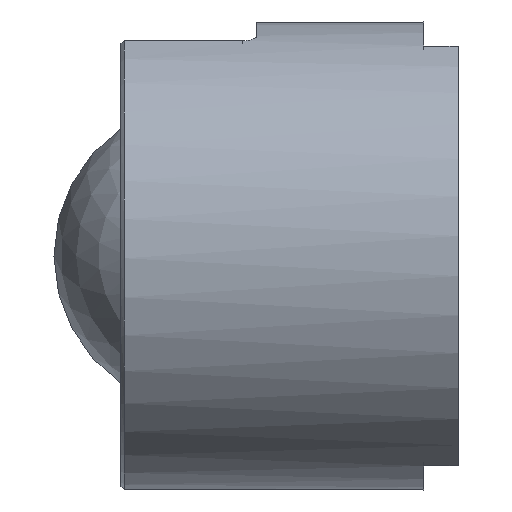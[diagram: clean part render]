
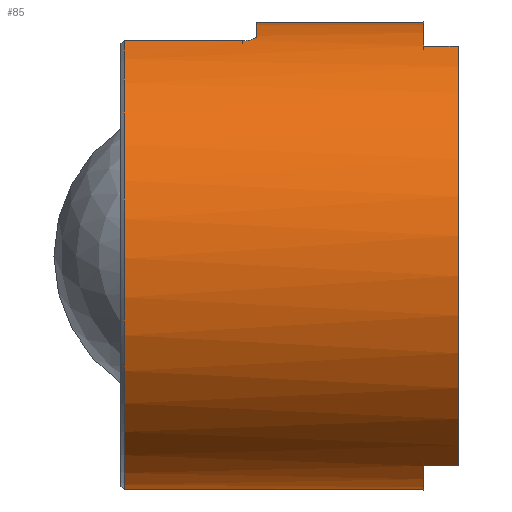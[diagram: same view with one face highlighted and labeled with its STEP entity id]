
A CAD part, left-side view. The second image highlights one B-rep face of the part: STEP entity #85.
In plain terms, the highlighted cylindrical face has radius 34 mm (diameter 68 mm), a full revolution.
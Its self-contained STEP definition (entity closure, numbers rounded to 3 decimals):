
#85 = ADVANCED_FACE( '', ( #129, #130 ), #131, .T. );
#129 = FACE_OUTER_BOUND( '', #197, .T. );
#130 = FACE_OUTER_BOUND( '', #198, .T. );
#131 = CYLINDRICAL_SURFACE( '', #199, 34. );
#197 = EDGE_LOOP( '', ( #306, #307, #308, #309, #310, #311, #312, #313 ) );
#198 = EDGE_LOOP( '', ( #314, #315, #316, #317, #318, #319 ) );
#199 = AXIS2_PLACEMENT_3D( '', #320, #321, #322 );
#306 = ORIENTED_EDGE( '', *, *, #466, .F. );
#307 = ORIENTED_EDGE( '', *, *, #467, .F. );
#308 = ORIENTED_EDGE( '', *, *, #468, .F. );
#309 = ORIENTED_EDGE( '', *, *, #464, .F. );
#310 = ORIENTED_EDGE( '', *, *, #469, .F. );
#311 = ORIENTED_EDGE( '', *, *, #470, .F. );
#312 = ORIENTED_EDGE( '', *, *, #471, .F. );
#313 = ORIENTED_EDGE( '', *, *, #472, .F. );
#314 = ORIENTED_EDGE( '', *, *, #449, .T. );
#315 = ORIENTED_EDGE( '', *, *, #473, .T. );
#316 = ORIENTED_EDGE( '', *, *, #437, .T. );
#317 = ORIENTED_EDGE( '', *, *, #474, .T. );
#318 = ORIENTED_EDGE( '', *, *, #444, .F. );
#319 = ORIENTED_EDGE( '', *, *, #475, .T. );
#320 = CARTESIAN_POINT( '', ( 0., -5., 0. ) );
#321 = DIRECTION( '', ( 0., 1., 0. ) );
#322 = DIRECTION( '', ( 0., 0., -1. ) );
#437 = EDGE_CURVE( '', #495, #496, #497, .T. );
#444 = EDGE_CURVE( '', #508, #510, #511, .T. );
#449 = EDGE_CURVE( '', #520, #518, #521, .T. );
#464 = EDGE_CURVE( '', #547, #549, #550, .T. );
#466 = EDGE_CURVE( '', #552, #553, #554, .T. );
#467 = EDGE_CURVE( '', #555, #552, #556, .T. );
#468 = EDGE_CURVE( '', #549, #555, #557, .F. );
#469 = EDGE_CURVE( '', #558, #547, #559, .T. );
#470 = EDGE_CURVE( '', #560, #558, #561, .T. );
#471 = EDGE_CURVE( '', #562, #560, #563, .F. );
#472 = EDGE_CURVE( '', #553, #562, #564, .T. );
#473 = EDGE_CURVE( '', #518, #495, #565, .T. );
#474 = EDGE_CURVE( '', #496, #510, #566, .T. );
#475 = EDGE_CURVE( '', #508, #520, #567, .T. );
#495 = VERTEX_POINT( '', #676 );
#496 = VERTEX_POINT( '', #677 );
#497 = LINE( '', #678, #679 );
#508 = VERTEX_POINT( '', #695 );
#510 = VERTEX_POINT( '', #698 );
#511 = LINE( '', #699, #700 );
#518 = VERTEX_POINT( '', #709 );
#520 = VERTEX_POINT( '', #712 );
#521 = CIRCLE( '', #713, 34. );
#547 = VERTEX_POINT( '', #744 );
#549 = VERTEX_POINT( '', #747 );
#550 = CIRCLE( '', #748, 34. );
#552 = VERTEX_POINT( '', #751 );
#553 = VERTEX_POINT( '', #752 );
#554 = LINE( '', #753, #754 );
#555 = VERTEX_POINT( '', #755 );
#556 = CIRCLE( '', #756, 34. );
#557 = LINE( '', #757, #758 );
#558 = VERTEX_POINT( '', #759 );
#559 = LINE( '', #760, #761 );
#560 = VERTEX_POINT( '', #762 );
#561 = CIRCLE( '', #763, 34. );
#562 = VERTEX_POINT( '', #764 );
#563 = LINE( '', #765, #766 );
#564 = CIRCLE( '', #767, 34. );
#565 = B_SPLINE_CURVE_WITH_KNOTS( '', 3, ( #768, #769, #770, #771, #772, #773, #774, #775, #776, #777, #778, #779, #780, #781 ), .UNSPECIFIED., .F., .F., ( 4, 2, 2, 2, 2, 2, 4 ), ( 0., 0., 0.001, 0.001, 0.002, 0.002, 0.003 ), .UNSPECIFIED. );
#566 = CIRCLE( '', #782, 34. );
#567 = B_SPLINE_CURVE_WITH_KNOTS( '', 3, ( #783, #784, #785, #786, #787, #788, #789, #790, #791, #792, #793, #794, #795, #796 ), .UNSPECIFIED., .F., .F., ( 4, 2, 2, 2, 2, 2, 4 ), ( 0., 0., 0.001, 0.001, 0.002, 0.002, 0.003 ), .UNSPECIFIED. );
#676 = CARTESIAN_POINT( '', ( -13.345, 26.3, 31.271 ) );
#677 = CARTESIAN_POINT( '', ( -13.345, 43.5, 31.271 ) );
#678 = CARTESIAN_POINT( '', ( -13.345, 24.3, 31.271 ) );
#679 = VECTOR( '', #850, 1000. );
#695 = CARTESIAN_POINT( '', ( 31.276, 26.3, -13.333 ) );
#698 = CARTESIAN_POINT( '', ( 31.276, 43.5, -13.333 ) );
#699 = CARTESIAN_POINT( '', ( 31.276, 24.3, -13.333 ) );
#700 = VECTOR( '', #857, 1000. );
#709 = CARTESIAN_POINT( '', ( -11.483, 24.3, 32.002 ) );
#712 = CARTESIAN_POINT( '', ( 32.007, 24.3, -11.471 ) );
#713 = AXIS2_PLACEMENT_3D( '', #864, #865, #866 );
#744 = CARTESIAN_POINT( '', ( -15., -5., 30.512 ) );
#747 = CARTESIAN_POINT( '', ( -15., -5., -30.512 ) );
#748 = AXIS2_PLACEMENT_3D( '', #897, #898, #899 );
#751 = CARTESIAN_POINT( '', ( 15., 0., -30.512 ) );
#752 = CARTESIAN_POINT( '', ( 15., -5., -30.512 ) );
#753 = CARTESIAN_POINT( '', ( 15., -5., -30.512 ) );
#754 = VECTOR( '', #901, 1000. );
#755 = CARTESIAN_POINT( '', ( -15., 0., -30.512 ) );
#756 = AXIS2_PLACEMENT_3D( '', #902, #903, #904 );
#757 = CARTESIAN_POINT( '', ( -15., -5., -30.512 ) );
#758 = VECTOR( '', #905, 1000. );
#759 = CARTESIAN_POINT( '', ( -15., 0., 30.512 ) );
#760 = CARTESIAN_POINT( '', ( -15., -5., 30.512 ) );
#761 = VECTOR( '', #906, 1000. );
#762 = CARTESIAN_POINT( '', ( 15., 0., 30.512 ) );
#763 = AXIS2_PLACEMENT_3D( '', #907, #908, #909 );
#764 = CARTESIAN_POINT( '', ( 15., -5., 30.512 ) );
#765 = CARTESIAN_POINT( '', ( 15., -5., 30.512 ) );
#766 = VECTOR( '', #910, 1000. );
#767 = AXIS2_PLACEMENT_3D( '', #911, #912, #913 );
#768 = CARTESIAN_POINT( '', ( -11.483, 24.3, 32.002 ) );
#769 = CARTESIAN_POINT( '', ( -11.607, 24.3, 31.958 ) );
#770 = CARTESIAN_POINT( '', ( -11.729, 24.313, 31.913 ) );
#771 = CARTESIAN_POINT( '', ( -11.969, 24.364, 31.824 ) );
#772 = CARTESIAN_POINT( '', ( -12.088, 24.402, 31.779 ) );
#773 = CARTESIAN_POINT( '', ( -12.314, 24.502, 31.692 ) );
#774 = CARTESIAN_POINT( '', ( -12.421, 24.563, 31.65 ) );
#775 = CARTESIAN_POINT( '', ( -12.623, 24.708, 31.57 ) );
#776 = CARTESIAN_POINT( '', ( -12.718, 24.793, 31.532 ) );
#777 = CARTESIAN_POINT( '', ( -12.975, 25.069, 31.427 ) );
#778 = CARTESIAN_POINT( '', ( -13.113, 25.292, 31.37 ) );
#779 = CARTESIAN_POINT( '', ( -13.297, 25.773, 31.292 ) );
#780 = CARTESIAN_POINT( '', ( -13.345, 26.036, 31.271 ) );
#781 = CARTESIAN_POINT( '', ( -13.345, 26.3, 31.271 ) );
#782 = AXIS2_PLACEMENT_3D( '', #914, #915, #916 );
#783 = CARTESIAN_POINT( '', ( 31.276, 26.3, -13.333 ) );
#784 = CARTESIAN_POINT( '', ( 31.276, 26.168, -13.333 ) );
#785 = CARTESIAN_POINT( '', ( 31.282, 26.038, -13.322 ) );
#786 = CARTESIAN_POINT( '', ( 31.301, 25.782, -13.275 ) );
#787 = CARTESIAN_POINT( '', ( 31.316, 25.655, -13.239 ) );
#788 = CARTESIAN_POINT( '', ( 31.355, 25.413, -13.147 ) );
#789 = CARTESIAN_POINT( '', ( 31.379, 25.298, -13.09 ) );
#790 = CARTESIAN_POINT( '', ( 31.435, 25.081, -12.956 ) );
#791 = CARTESIAN_POINT( '', ( 31.467, 24.978, -12.878 ) );
#792 = CARTESIAN_POINT( '', ( 31.571, 24.701, -12.622 ) );
#793 = CARTESIAN_POINT( '', ( 31.653, 24.552, -12.415 ) );
#794 = CARTESIAN_POINT( '', ( 31.826, 24.353, -11.965 ) );
#795 = CARTESIAN_POINT( '', ( 31.918, 24.3, -11.719 ) );
#796 = CARTESIAN_POINT( '', ( 32.007, 24.3, -11.471 ) );
#850 = DIRECTION( '', ( 0., 1., 0. ) );
#857 = DIRECTION( '', ( 0., 1., 0. ) );
#864 = CARTESIAN_POINT( '', ( 0., 24.3, 0. ) );
#865 = DIRECTION( '', ( 0., -1., 0. ) );
#866 = DIRECTION( '', ( 0., 0., -1. ) );
#897 = CARTESIAN_POINT( '', ( 0., -5., 0. ) );
#898 = DIRECTION( '', ( 0., -1., 0. ) );
#899 = DIRECTION( '', ( 0., 0., -1. ) );
#901 = DIRECTION( '', ( 0., -1., 0. ) );
#902 = CARTESIAN_POINT( '', ( 0., 0., 0. ) );
#903 = DIRECTION( '', ( 0., -1., 0. ) );
#904 = DIRECTION( '', ( 0., 0., -1. ) );
#905 = DIRECTION( '', ( 0., -1., 0. ) );
#906 = DIRECTION( '', ( 0., -1., 0. ) );
#907 = CARTESIAN_POINT( '', ( 0., 0., 0. ) );
#908 = DIRECTION( '', ( 0., -1., 0. ) );
#909 = DIRECTION( '', ( 0., 0., -1. ) );
#910 = DIRECTION( '', ( 0., -1., 0. ) );
#911 = CARTESIAN_POINT( '', ( 0., -5., 0. ) );
#912 = DIRECTION( '', ( 0., -1., 0. ) );
#913 = DIRECTION( '', ( 0., 0., -1. ) );
#914 = CARTESIAN_POINT( '', ( 0., 43.5, 0. ) );
#915 = DIRECTION( '', ( 0., -1., 0. ) );
#916 = DIRECTION( '', ( 0., 0., -1. ) );
